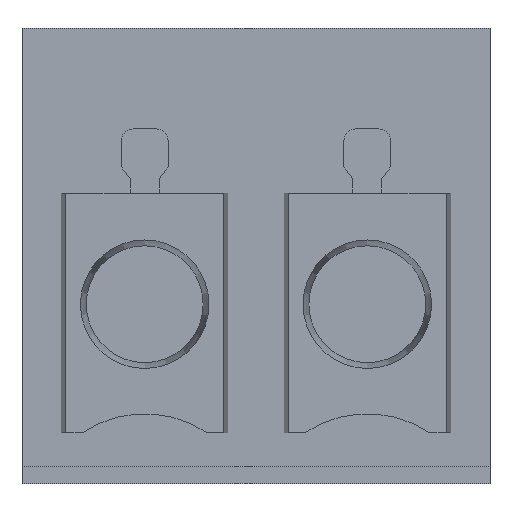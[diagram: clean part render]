
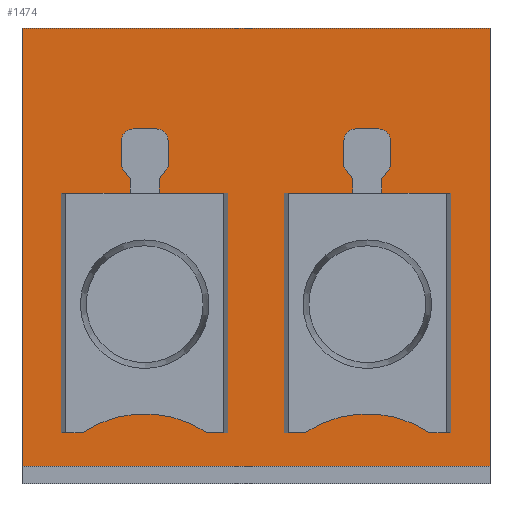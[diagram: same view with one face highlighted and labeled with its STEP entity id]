
A CAD part, front view. The second image highlights one B-rep face of the part: STEP entity #1474.
In plain terms, the highlighted planar face has unit normal (0, -1, 0).
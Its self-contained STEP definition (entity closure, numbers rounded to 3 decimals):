
#152=FACE_BOUND('',#2232,.T.);
#153=FACE_BOUND('',#2233,.T.);
#154=FACE_BOUND('',#2234,.T.);
#347=LINE('',#7264,#954);
#349=LINE('',#7268,#956);
#351=LINE('',#7272,#958);
#353=LINE('',#7276,#960);
#356=LINE('',#7284,#963);
#358=LINE('',#7288,#965);
#359=LINE('',#7290,#966);
#360=LINE('',#7292,#967);
#361=LINE('',#7294,#968);
#362=LINE('',#7296,#969);
#363=LINE('',#7297,#970);
#364=LINE('',#7300,#971);
#365=LINE('',#7302,#972);
#366=LINE('',#7304,#973);
#367=LINE('',#7308,#974);
#954=VECTOR('',#5921,1.);
#956=VECTOR('',#5925,1.);
#958=VECTOR('',#5929,1.);
#960=VECTOR('',#5933,1.);
#963=VECTOR('',#5942,1.);
#965=VECTOR('',#5946,1.);
#966=VECTOR('',#5947,1.);
#967=VECTOR('',#5950,1.);
#968=VECTOR('',#5951,1.);
#969=VECTOR('',#5952,1.);
#970=VECTOR('',#5953,1.);
#971=VECTOR('',#5954,1.);
#972=VECTOR('',#5955,1.);
#973=VECTOR('',#5956,1.);
#974=VECTOR('',#5959,1.);
#1474=ADVANCED_FACE('',(#152,#153,#154),#1734,.T.);
#1734=PLANE('',#5321);
#2232=EDGE_LOOP('',(#2848,#2849,#2850,#2851,#2852,#2853,#2854));
#2233=EDGE_LOOP('',(#2855,#2856,#2857,#2858));
#2234=EDGE_LOOP('',(#2859,#2860,#2861,#2862,#2863,#2864));
#2848=ORIENTED_EDGE('',*,*,#4623,.T.);
#2849=ORIENTED_EDGE('',*,*,#4622,.T.);
#2850=ORIENTED_EDGE('',*,*,#4620,.T.);
#2851=ORIENTED_EDGE('',*,*,#4618,.T.);
#2852=ORIENTED_EDGE('',*,*,#4616,.T.);
#2853=ORIENTED_EDGE('',*,*,#4614,.T.);
#2854=ORIENTED_EDGE('',*,*,#4612,.F.);
#2855=ORIENTED_EDGE('',*,*,#4624,.F.);
#2856=ORIENTED_EDGE('',*,*,#4625,.T.);
#2857=ORIENTED_EDGE('',*,*,#4626,.T.);
#2858=ORIENTED_EDGE('',*,*,#4610,.T.);
#2859=ORIENTED_EDGE('',*,*,#4627,.T.);
#2860=ORIENTED_EDGE('',*,*,#4628,.F.);
#2861=ORIENTED_EDGE('',*,*,#4629,.F.);
#2862=ORIENTED_EDGE('',*,*,#4630,.T.);
#2863=ORIENTED_EDGE('',*,*,#4631,.T.);
#2864=ORIENTED_EDGE('',*,*,#4632,.T.);
#4053=VERTEX_POINT('',#7250);
#4059=VERTEX_POINT('',#7263);
#4060=VERTEX_POINT('',#7267);
#4061=VERTEX_POINT('',#7269);
#4062=VERTEX_POINT('',#7273);
#4063=VERTEX_POINT('',#7277);
#4064=VERTEX_POINT('',#7281);
#4065=VERTEX_POINT('',#7285);
#4066=VERTEX_POINT('',#7289);
#4067=VERTEX_POINT('',#7293);
#4068=VERTEX_POINT('',#7295);
#4069=VERTEX_POINT('',#7298);
#4070=VERTEX_POINT('',#7299);
#4071=VERTEX_POINT('',#7301);
#4072=VERTEX_POINT('',#7303);
#4073=VERTEX_POINT('',#7305);
#4074=VERTEX_POINT('',#7307);
#4610=EDGE_CURVE('',#4053,#4059,#347,.T.);
#4612=EDGE_CURVE('',#4060,#4061,#349,.T.);
#4614=EDGE_CURVE('',#4062,#4061,#351,.T.);
#4616=EDGE_CURVE('',#4063,#4062,#353,.T.);
#4618=EDGE_CURVE('',#4064,#4063,#5169,.T.);
#4620=EDGE_CURVE('',#4065,#4064,#356,.T.);
#4622=EDGE_CURVE('',#4066,#4065,#358,.T.);
#4623=EDGE_CURVE('',#4060,#4066,#359,.T.);
#4624=EDGE_CURVE('',#4067,#4059,#360,.T.);
#4625=EDGE_CURVE('',#4067,#4068,#361,.T.);
#4626=EDGE_CURVE('',#4068,#4053,#362,.T.);
#4627=EDGE_CURVE('',#4069,#4070,#363,.T.);
#4628=EDGE_CURVE('',#4071,#4070,#364,.T.);
#4629=EDGE_CURVE('',#4072,#4071,#365,.T.);
#4630=EDGE_CURVE('',#4072,#4073,#366,.T.);
#4631=EDGE_CURVE('',#4073,#4074,#5170,.T.);
#4632=EDGE_CURVE('',#4074,#4069,#367,.T.);
#5169=CIRCLE('',#5316,1.925);
#5170=CIRCLE('',#5320,1.925);
#5316=AXIS2_PLACEMENT_3D('',#7280,#5937,#5938);
#5320=AXIS2_PLACEMENT_3D('',#7306,#5957,#5958);
#5321=AXIS2_PLACEMENT_3D('',#7309,#5960,#5961);
#5921=DIRECTION('',(0.,0.,1.));
#5925=DIRECTION('',(-1.,0.,0.));
#5929=DIRECTION('',(0.,0.,1.));
#5933=DIRECTION('',(-1.,0.,0.));
#5937=DIRECTION('',(0.,-1.,0.));
#5938=DIRECTION('',(0.,0.,1.));
#5942=DIRECTION('',(-1.,0.,0.));
#5946=DIRECTION('',(0.,0.,-1.));
#5947=DIRECTION('',(0.,0.,-1.));
#5950=DIRECTION('',(1.,0.,0.));
#5951=DIRECTION('',(0.,0.,-1.));
#5952=DIRECTION('',(1.,0.,0.));
#5953=DIRECTION('',(0.,0.,1.));
#5954=DIRECTION('',(-1.,0.,0.));
#5955=DIRECTION('',(0.,0.,1.));
#5956=DIRECTION('',(-1.,0.,0.));
#5957=DIRECTION('',(0.,-1.,0.));
#5958=DIRECTION('',(0.,0.,1.));
#5959=DIRECTION('',(-1.,0.,0.));
#5960=DIRECTION('',(0.,-1.,0.));
#5961=DIRECTION('',(0.,0.,-1.));
#7250=CARTESIAN_POINT('',(0.,-12.8,0.3));
#7263=CARTESIAN_POINT('',(0.,-12.8,7.8));
#7264=CARTESIAN_POINT('',(0.,-12.8,0.3));
#7267=CARTESIAN_POINT('',(-0.675,-12.8,4.975));
#7268=CARTESIAN_POINT('',(-0.025,-12.8,4.975));
#7269=CARTESIAN_POINT('',(-3.525,-12.8,4.975));
#7272=CARTESIAN_POINT('',(-3.525,-12.8,0.875));
#7273=CARTESIAN_POINT('',(-3.525,-12.8,0.875));
#7276=CARTESIAN_POINT('',(-35.625,-12.8,0.875));
#7277=CARTESIAN_POINT('',(-3.17,-12.8,0.875));
#7280=CARTESIAN_POINT('',(-2.1,-12.8,-0.725));
#7281=CARTESIAN_POINT('',(-1.03,-12.8,0.875));
#7284=CARTESIAN_POINT('',(-35.625,-12.8,0.875));
#7285=CARTESIAN_POINT('',(-0.675,-12.8,0.875));
#7288=CARTESIAN_POINT('',(-0.675,-12.8,2.925));
#7289=CARTESIAN_POINT('',(-0.675,-12.8,4.736));
#7290=CARTESIAN_POINT('',(-0.675,-12.8,0.875));
#7292=CARTESIAN_POINT('',(-18.31,-12.8,7.8));
#7293=CARTESIAN_POINT('',(-8.01,-12.8,7.8));
#7294=CARTESIAN_POINT('',(-8.01,-12.8,7.8));
#7295=CARTESIAN_POINT('',(-8.01,-12.8,0.3));
#7296=CARTESIAN_POINT('',(-19.44,-12.8,0.3));
#7297=CARTESIAN_POINT('',(-7.335,-12.8,2.925));
#7298=CARTESIAN_POINT('',(-7.335,-12.8,0.875));
#7299=CARTESIAN_POINT('',(-7.335,-12.8,4.975));
#7300=CARTESIAN_POINT('',(-3.835,-12.8,4.975));
#7301=CARTESIAN_POINT('',(-4.485,-12.8,4.975));
#7302=CARTESIAN_POINT('',(-4.485,-12.8,0.875));
#7303=CARTESIAN_POINT('',(-4.485,-12.8,0.875));
#7304=CARTESIAN_POINT('',(-24.195,-12.8,0.875));
#7305=CARTESIAN_POINT('',(-4.84,-12.8,0.875));
#7306=CARTESIAN_POINT('',(-5.91,-12.8,-0.725));
#7307=CARTESIAN_POINT('',(-6.98,-12.8,0.875));
#7308=CARTESIAN_POINT('',(-24.195,-12.8,0.875));
#7309=CARTESIAN_POINT('',(-15.59,-12.8,7.8));
